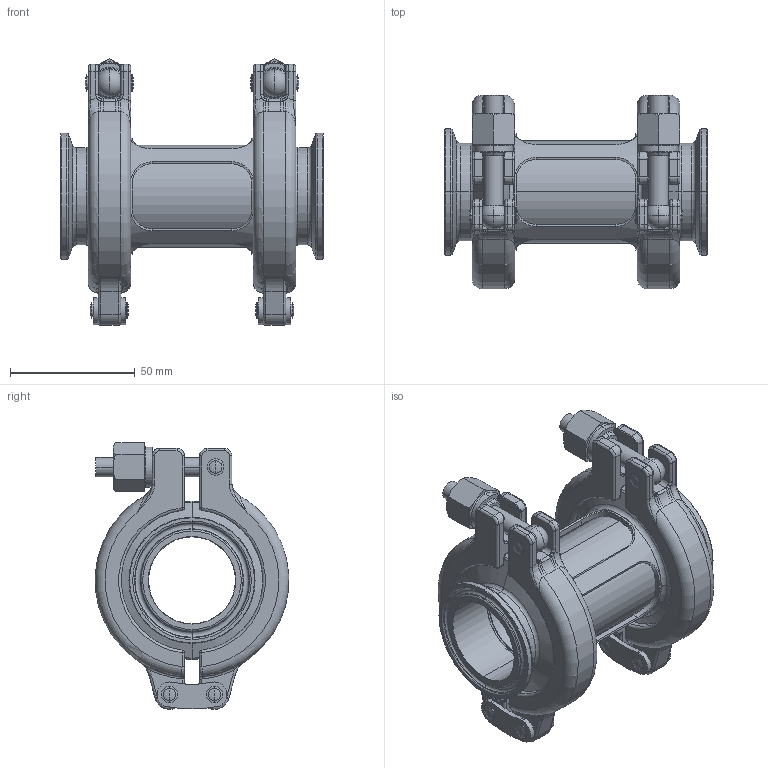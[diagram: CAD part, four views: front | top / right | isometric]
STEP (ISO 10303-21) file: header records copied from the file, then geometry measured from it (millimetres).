
FILE_DESCRIPTION (( 'STEP AP214' ), '1' );
FILE_NAME ('SG.SC.150 BLOCK.STEP', '2020-03-23T11:17:37', ( '' ), ( '' ), 'SwSTEP 2.0', 'SolidWorks 2019', '' );
FILE_SCHEMA (( 'AUTOMOTIVE_DESIGN' ));
Length unit declared in the file: millimetre
Products named in the file (8): C0318 - VFI - GLASS_1.5; C0318 - FLANGE END test_1.50; C0318 - BODY CONCEPT_1.50; C0318 - VFI ORINGS_150L; C0318 - VFI ORINGS_150S; C0318 - VFI ORINGS_150 OS; SG.SC.150 BLOCK; CL.SHX.0200 BLOCK
Assembly tree (12 placements, depth 2):
  SG.SC.150 BLOCK
    C0318 - VFI - GLASS_1.5
    C0318 - BODY CONCEPT_1.50
    C0318 - FLANGE END test_1.50  x2
    C0318 - VFI ORINGS_150S  x2
    C0318 - VFI ORINGS_150L  x2
    C0318 - VFI ORINGS_150 OS  x2
    CL.SHX.0200 BLOCK  x2
Bounding box: 105 x 77.56 x 106.9 mm (x, y, z)
Volume: 168799 mm3; surface area: 100315 mm2
Topology: 16 solids, 16 shells, 1148 faces, 2664 edges, 1480 vertices
Faces by surface type: cylinder 376, torus 288, plane 180, bspline 128, cone 92, sphere 84
Entity records: 28507 total; most frequent: CARTESIAN_POINT 13456, DIRECTION 3346, ORIENTED_EDGE 2966, EDGE_CURVE 1483, AXIS2_PLACEMENT_3D 1472, CIRCLE 867, VERTEX_POINT 850, EDGE_LOOP 707
